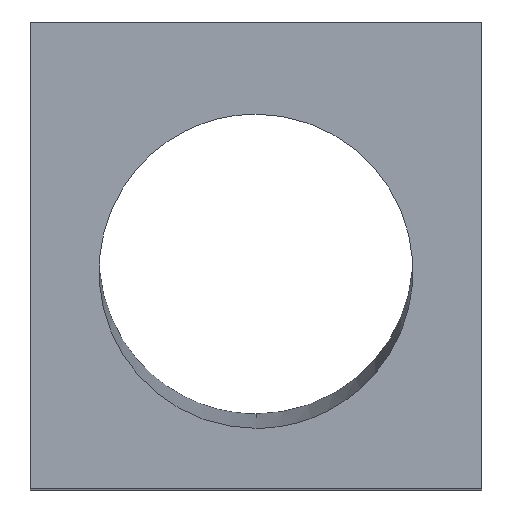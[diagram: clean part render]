
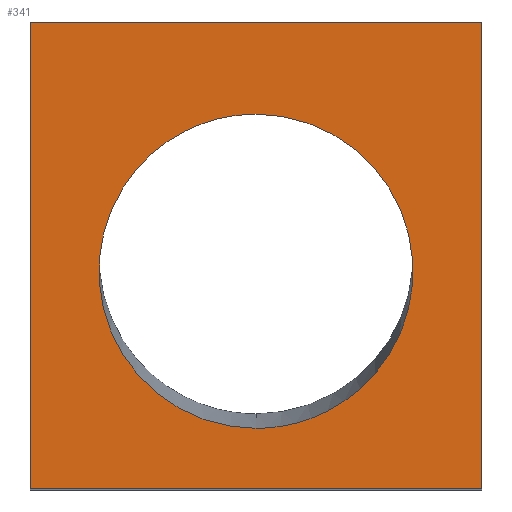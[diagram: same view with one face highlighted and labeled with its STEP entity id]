
A CAD part, top view. The second image highlights one B-rep face of the part: STEP entity #341.
In plain terms, the highlighted planar face has unit normal (0, 0, 1).
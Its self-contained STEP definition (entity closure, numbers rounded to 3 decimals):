
#7 = VERTEX_POINT ( 'NONE', #108 ) ;
#10 = ORIENTED_EDGE ( 'NONE', *, *, #877, .F. ) ;
#14 = LINE ( 'NONE', #415, #763 ) ;
#47 = CARTESIAN_POINT ( 'NONE',  ( -57., 31.334, 0. ) ) ;
#53 = CARTESIAN_POINT ( 'NONE',  ( 110., 198.36, 0. ) ) ;
#57 = DIRECTION ( 'NONE',  ( 1., 0., 0. ) ) ;
#81 = CARTESIAN_POINT ( 'NONE',  ( 0., -0.6, 0. ) ) ;
#108 = CARTESIAN_POINT ( 'NONE',  ( -10., 247.4, 0. ) ) ;
#126 = LINE ( 'NONE', #395, #171 ) ;
#128 = CARTESIAN_POINT ( 'NONE',  ( 110., 198.36, 0. ) ) ;
#153 = VERTEX_POINT ( 'NONE', #429 ) ;
#160 = VERTEX_POINT ( 'NONE', #210 ) ;
#171 = VECTOR ( 'NONE', #57, 1000. ) ;
#183 = CARTESIAN_POINT ( 'NONE',  ( 277., 198.36, 0. ) ) ;
#190 = FACE_OUTER_BOUND ( 'NONE', #389, .T. ) ;
#210 = CARTESIAN_POINT ( 'NONE',  ( 110., 31.334, 0. ) ) ;
#231 = ORIENTED_EDGE ( 'NONE', *, *, #278, .T. ) ;
#261 = PLANE ( 'NONE',  #480 ) ;
#274 = VERTEX_POINT ( 'NONE', #716 ) ;
#278 = EDGE_CURVE ( 'NONE', #320, #160, #609, .T. ) ;
#320 = VERTEX_POINT ( 'NONE', #53 ) ;
#341 = ADVANCED_FACE ( 'NONE', ( #190, #728 ), #261, .F. ) ;
#364 = CARTESIAN_POINT ( 'NONE',  ( 110., 31.334, 0. ) ) ;
#386 = CARTESIAN_POINT ( 'NONE',  ( 110., 31.334, 0. ) ) ;
#389 = EDGE_LOOP ( 'NONE', ( #872, #804, #10, #866 ) ) ;
#395 = CARTESIAN_POINT ( 'NONE',  ( 0., 247.4, 0. ) ) ;
#400 = DIRECTION ( 'NONE',  ( -1., 0., 0. ) ) ;
#415 = CARTESIAN_POINT ( 'NONE',  ( -10., 0., 0. ) ) ;
#422 = EDGE_CURVE ( 'NONE', #160, #320, #645, .T. ) ;
#428 = CARTESIAN_POINT ( 'NONE',  ( 230., -0.6, 0. ) ) ;
#429 = CARTESIAN_POINT ( 'NONE',  ( -10., -0.6, 0. ) ) ;
#467 = LINE ( 'NONE', #881, #525 ) ;
#480 = AXIS2_PLACEMENT_3D ( 'NONE', #732, #604, #400 ) ;
#515 = EDGE_CURVE ( 'NONE', #153, #7, #14, .T. ) ;
#525 = VECTOR ( 'NONE', #731, 1000. ) ;
#530 = VECTOR ( 'NONE', #627, 1000. ) ;
#560 = DIRECTION ( 'NONE',  ( 0., 1., 0. ) ) ;
#590 = EDGE_CURVE ( 'NONE', #677, #153, #697, .T. ) ;
#604 = DIRECTION ( 'NONE',  ( 0., 0., -1. ) ) ;
#609 =( BOUNDED_CURVE ( )  B_SPLINE_CURVE ( 3, ( #711, #183, #639, #364 ),
 .UNSPECIFIED., .F., .T. ) 
 B_SPLINE_CURVE_WITH_KNOTS ( ( 4, 4 ),
 ( 0., 3.142 ),
 .UNSPECIFIED. ) 
 CURVE ( )  GEOMETRIC_REPRESENTATION_ITEM ( )  RATIONAL_B_SPLINE_CURVE ( ( 1., 0.333, 0.333, 1. ) ) 
 REPRESENTATION_ITEM ( '' )  );
#627 = DIRECTION ( 'NONE',  ( -1., 0., 0. ) ) ;
#639 = CARTESIAN_POINT ( 'NONE',  ( 277., 31.334, 0. ) ) ;
#645 =( BOUNDED_CURVE ( )  B_SPLINE_CURVE ( 3, ( #386, #47, #737, #128 ),
 .UNSPECIFIED., .F., .F. ) 
 B_SPLINE_CURVE_WITH_KNOTS ( ( 4, 4 ),
 ( 3.142, 6.283 ),
 .UNSPECIFIED. ) 
 CURVE ( )  GEOMETRIC_REPRESENTATION_ITEM ( )  RATIONAL_B_SPLINE_CURVE ( ( 1., 0.333, 0.333, 1. ) ) 
 REPRESENTATION_ITEM ( '' )  );
#655 = ORIENTED_EDGE ( 'NONE', *, *, #422, .T. ) ;
#677 = VERTEX_POINT ( 'NONE', #428 ) ;
#697 = LINE ( 'NONE', #81, #530 ) ;
#711 = CARTESIAN_POINT ( 'NONE',  ( 110., 198.36, 0. ) ) ;
#716 = CARTESIAN_POINT ( 'NONE',  ( 230., 247.4, 0. ) ) ;
#728 = FACE_BOUND ( 'NONE', #856, .T. ) ;
#731 = DIRECTION ( 'NONE',  ( 0., -1., 0. ) ) ;
#732 = CARTESIAN_POINT ( 'NONE',  ( 0., 0., 0. ) ) ;
#737 = CARTESIAN_POINT ( 'NONE',  ( -57., 198.36, 0. ) ) ;
#763 = VECTOR ( 'NONE', #560, 1000. ) ;
#775 = EDGE_CURVE ( 'NONE', #274, #677, #467, .T. ) ;
#804 = ORIENTED_EDGE ( 'NONE', *, *, #775, .F. ) ;
#856 = EDGE_LOOP ( 'NONE', ( #231, #655 ) ) ;
#866 = ORIENTED_EDGE ( 'NONE', *, *, #515, .F. ) ;
#872 = ORIENTED_EDGE ( 'NONE', *, *, #590, .F. ) ;
#877 = EDGE_CURVE ( 'NONE', #7, #274, #126, .T. ) ;
#881 = CARTESIAN_POINT ( 'NONE',  ( 230., 0., 0. ) ) ;
